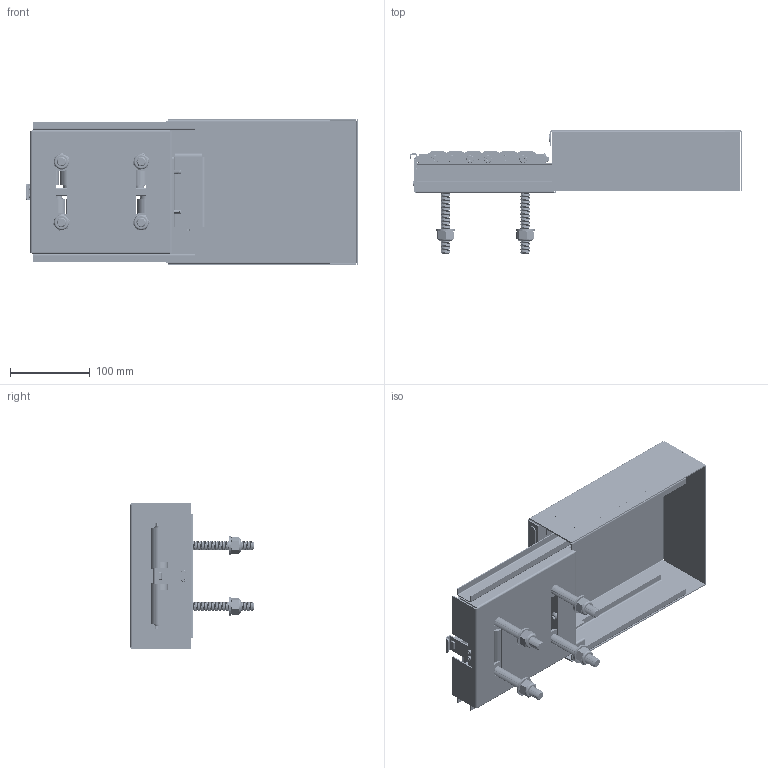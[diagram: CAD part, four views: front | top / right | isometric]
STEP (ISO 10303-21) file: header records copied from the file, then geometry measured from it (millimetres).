
FILE_DESCRIPTION (( 'STEP AP214' ), '1' );
FILE_NAME ('Cleaning Station.STEP', '2019-08-06T07:11:27', ( '' ), ( '' ), 'SwSTEP 2.0', 'SolidWorks 2019', '' );
FILE_SCHEMA (( 'AUTOMOTIVE_DESIGN' ));
Length unit declared in the file: millimetre
Products named in the file (25): 102409_Default<As Machined>; 102425; 102423_Actual Tapered Nose; 102422_Tapered Nose; 102410; 102408_Simple Square 2; Cleaning Station; 102411; 102428; 102420_91292A111; 102421; 102415_Strength 0.375in width; 102424; 102413; 102427; 102426; 102412; 102416; 102419_92949A832; 102406_90576A119; 102417; 102405_91166A290; 102418_93620A192; 102407_91239A625; 102414
Assembly tree (100 placements, depth 3):
  Cleaning Station
    102408_Simple Square 2
      102409_Default<As Machined>
      102410  x2
      102411  x2
      102412
      102413
      102414  x2
      102415_Strength 0.375in width
      102416
      102418_93620A192  x2
      102417
      102419_92949A832  x2
      102420_91292A111  x2
      102421
    102422_Tapered Nose
      102423_Actual Tapered Nose
      102424  x12
      102425  x12
      102426  x24
      102427  x12
    102428  x2
    102407_91239A625  x4
    102405_91166A290  x8
    102406_90576A119  x4
Bounding box: 416.61 x 154.52 x 184.08 mm (x, y, z)
Volume: 603759.5 mm3; surface area: 598934.2 mm2
Topology: 104 solids, 104 shells, 6413 faces, 14203 edges, 9272 vertices
Faces by surface type: plane 5442, cone 436, cylinder 425, bspline 92, torus 12, sphere 6
Full cylindrical faces by diameter (mm): 3.378 x12, 3.4 x2, 3.797 x12, 4.695 x2, 5.22 x2, 5.387 x8, 5.5 x2, 6.35 x22, 6.604 x24, 6.731 x12, 6.843 x2, 6.985 x4, 7.925 x24, 7.938 x12, 9.525 x12, 10.346 x4, 10.52 x20, 11.1 x2, 12 x16, 12.673 x4, 12.7 x12, 13 x8, 14.275 x24, 21 x4, 21.209 x12, 24 x8
Entity records: 47456 total; most frequent: CARTESIAN_POINT 23342, DIRECTION 4803, ORIENTED_EDGE 4376, EDGE_CURVE 2188, AXIS2_PLACEMENT_3D 1730, VERTEX_POINT 1416, VECTOR 1343, LINE 1343
